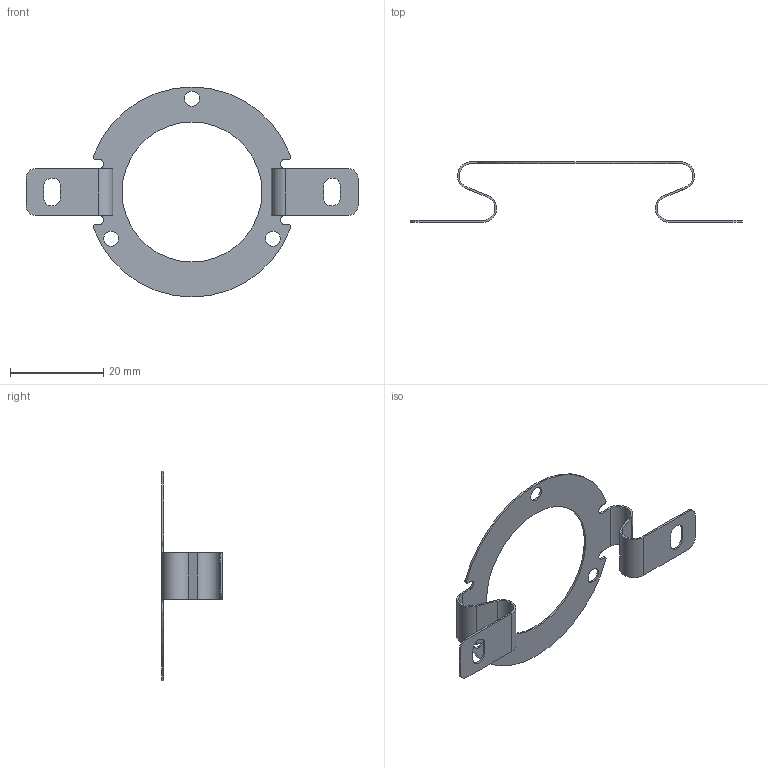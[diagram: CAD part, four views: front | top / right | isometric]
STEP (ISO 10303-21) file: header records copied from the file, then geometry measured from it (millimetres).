
FILE_DESCRIPTION (( 'STEP AP214' ), '1' );
FILE_NAME ('TRD-NH-BKT.STEP', '2017-07-11T11:27:04', ( '' ), ( '' ), 'SwSTEP 2.0', 'SolidWorks 2016', '' );
FILE_SCHEMA (( 'AUTOMOTIVE_DESIGN' ));
Length unit declared in the file: inch
Products named in the file (1): TRD-NH-BKT
Bounding box: 71.15 x 13 x 45 mm (x, y, z)
Volume: 606.9 mm3; surface area: 3216.7 mm2
Topology: 1 solids, 1 shells, 73 faces, 189 edges, 118 vertices
Faces by surface type: cylinder 41, plane 32
Entity records: 2297 total; most frequent: DIRECTION 419, CARTESIAN_POINT 381, ORIENTED_EDGE 378, EDGE_CURVE 189, AXIS2_PLACEMENT_3D 156, VERTEX_POINT 118, VECTOR 107, LINE 107
